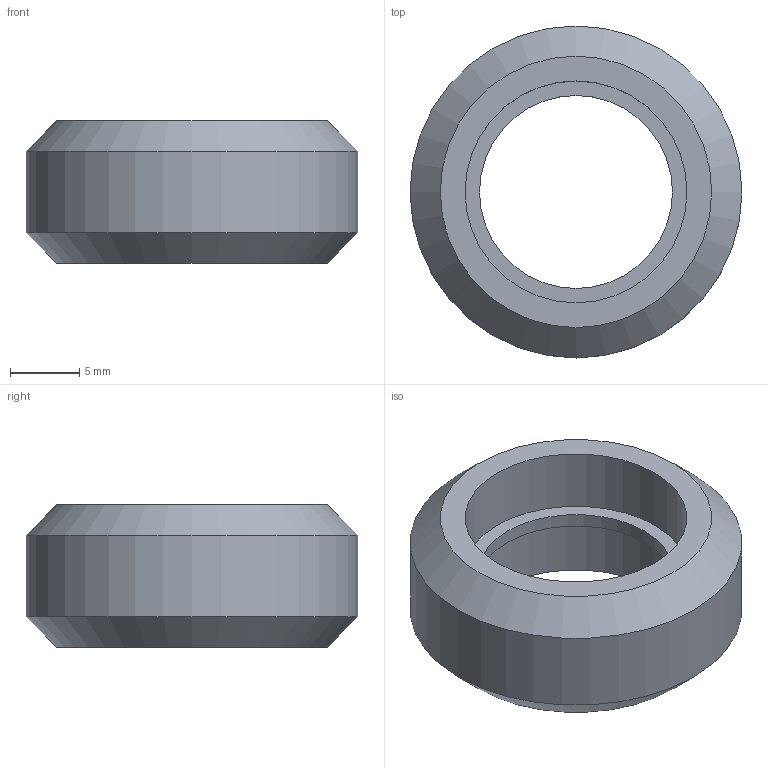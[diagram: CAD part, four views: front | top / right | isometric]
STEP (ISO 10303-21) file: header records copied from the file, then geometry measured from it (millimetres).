
FILE_DESCRIPTION((''),'2;1');
FILE_NAME('Solid V Wheel.ipt.step','2014-04-22T18:03:12',(''),(''),'Autodesk Inventor 2013','Autodesk Inventor 2013','');
FILE_SCHEMA(('AUTOMOTIVE_DESIGN { 1 0 10303 214 1 1 1 1 }'));
Length unit declared in the file: millimetre
Products named in the file (1): Solid V Wheel
Bounding box: 23.89 x 23.89 x 10.23 mm (x, y, z)
Volume: 2251.6 mm3; surface area: 1664.8 mm2
Topology: 1 solids, 1 shells, 10 faces, 16 edges, 10 vertices
Faces by surface type: plane 4, cylinder 4, cone 2
Full cylindrical faces by diameter (mm): 13.89 x1, 15.974 x2, 23.89 x1
Entity records: 234 total; most frequent: DIRECTION 42, CARTESIAN_POINT 31, AXIS2_PLACEMENT_3D 21, ORIENTED_EDGE 20, EDGE_LOOP 20, VERTEX_POINT 10, CIRCLE 10, EDGE_CURVE 10
